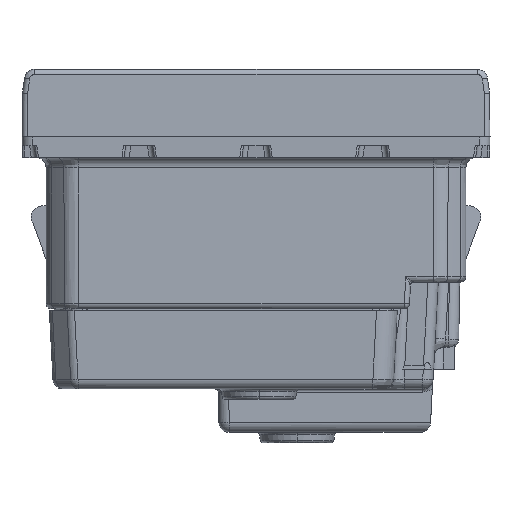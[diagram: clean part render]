
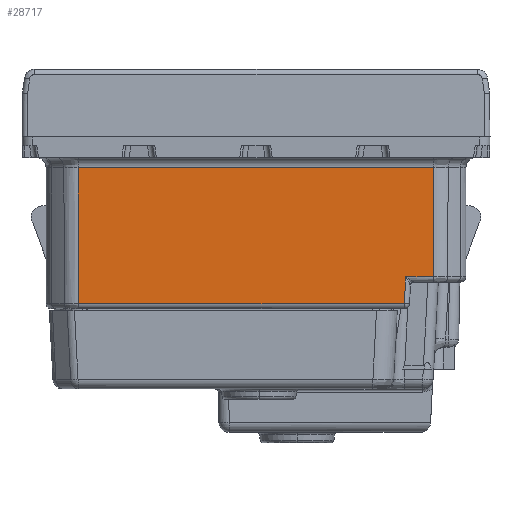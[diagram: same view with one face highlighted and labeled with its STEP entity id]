
A CAD part, left-side view. The second image highlights one B-rep face of the part: STEP entity #28717.
In plain terms, the highlighted planar face has unit normal (-1, 0, -0.009).
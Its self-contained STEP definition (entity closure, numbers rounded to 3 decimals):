
#28688=AXIS2_PLACEMENT_3D('Plane Axis2P3D',#28685,#28686,#28687) ;
#21620=CARTESIAN_POINT('Vertex',(-20.061,-17.084,-15.934)) ;
#21623=CARTESIAN_POINT('Line Origine',(-20.061,-0.662,-15.934)) ;
#21627=CARTESIAN_POINT('Vertex',(-20.061,-14.41,-15.934)) ;
#26744=CARTESIAN_POINT('Vertex',(-20.153,17.121,-5.441)) ;
#26747=CARTESIAN_POINT('Line Origine',(-20.153,0.,-5.441)) ;
#26751=CARTESIAN_POINT('Vertex',(-20.153,-17.121,-5.441)) ;
#28590=CARTESIAN_POINT('Line Origine',(-20.119,-14.76,-9.252)) ;
#28594=CARTESIAN_POINT('Vertex',(-20.039,-14.276,-18.504)) ;
#28685=CARTESIAN_POINT('Axis2P3D Location',(-20.2,0.,0.)) ;
#28691=CARTESIAN_POINT('Control Point',(-20.153,17.121,-5.441)) ;
#28692=CARTESIAN_POINT('Control Point',(-20.115,17.106,-9.796)) ;
#28693=CARTESIAN_POINT('Control Point',(-20.077,17.09,-14.15)) ;
#28694=CARTESIAN_POINT('Control Point',(-20.039,17.075,-18.504)) ;
#28695=CARTESIAN_POINT('Vertex',(-20.039,17.075,-18.504)) ;
#28698=CARTESIAN_POINT('Line Origine',(-20.039,0.,-18.504)) ;
#28704=CARTESIAN_POINT('Control Point',(-20.153,-17.121,-5.441)) ;
#28705=CARTESIAN_POINT('Control Point',(-20.122,-17.108,-8.939)) ;
#28706=CARTESIAN_POINT('Control Point',(-20.091,-17.096,-12.437)) ;
#28707=CARTESIAN_POINT('Control Point',(-20.061,-17.084,-15.934)) ;
#21624=DIRECTION('Vector Direction',(0.,1.,0.)) ;
#26748=DIRECTION('Vector Direction',(0.,-1.,0.)) ;
#28591=DIRECTION('Vector Direction',(0.009,0.052,-0.999)) ;
#28686=DIRECTION('Axis2P3D Direction',(-1.,-0.,-0.009)) ;
#28687=DIRECTION('Axis2P3D XDirection',(0.,-1.,0.)) ;
#28699=DIRECTION('Vector Direction',(0.,-1.,0.)) ;
#21625=VECTOR('Line Direction',#21624,1.) ;
#26749=VECTOR('Line Direction',#26748,1.) ;
#28592=VECTOR('Line Direction',#28591,1.) ;
#28700=VECTOR('Line Direction',#28699,1.) ;
#28710=ORIENTED_EDGE('',*,*,#28697,.F.) ;
#28711=ORIENTED_EDGE('',*,*,#28702,.F.) ;
#28712=ORIENTED_EDGE('',*,*,#28596,.T.) ;
#28713=ORIENTED_EDGE('',*,*,#21629,.F.) ;
#28714=ORIENTED_EDGE('',*,*,#28708,.T.) ;
#28715=ORIENTED_EDGE('',*,*,#26753,.T.) ;
#28717=ADVANCED_FACE('PartBody',(#28716),#28689,.T.) ;
#28690=B_SPLINE_CURVE_WITH_KNOTS('',3,(#28691,#28692,#28693,#28694),.UNSPECIFIED.,.F.,.U.,(4,4),(13.07,31.545),.UNSPECIFIED.) ;
#28703=B_SPLINE_CURVE_WITH_KNOTS('',3,(#28704,#28705,#28706,#28707),.UNSPECIFIED.,.F.,.U.,(4,4),(13.07,27.91),.UNSPECIFIED.) ;
#21629=EDGE_CURVE('',#21621,#21628,#21626,.T.) ;
#26753=EDGE_CURVE('',#26752,#26745,#26750,.F.) ;
#28596=EDGE_CURVE('',#28595,#21628,#28593,.F.) ;
#28697=EDGE_CURVE('',#28696,#26745,#28690,.F.) ;
#28702=EDGE_CURVE('',#28595,#28696,#28701,.F.) ;
#28708=EDGE_CURVE('',#21621,#26752,#28703,.F.) ;
#28709=EDGE_LOOP('',(#28710,#28711,#28712,#28713,#28714,#28715)) ;
#28716=FACE_OUTER_BOUND('',#28709,.T.) ;
#21626=LINE('Line',#21623,#21625) ;
#26750=LINE('Line',#26747,#26749) ;
#28593=LINE('Line',#28590,#28592) ;
#28701=LINE('Line',#28698,#28700) ;
#28689=PLANE('',#28688) ;
#21621=VERTEX_POINT('',#21620) ;
#21628=VERTEX_POINT('',#21627) ;
#26745=VERTEX_POINT('',#26744) ;
#26752=VERTEX_POINT('',#26751) ;
#28595=VERTEX_POINT('',#28594) ;
#28696=VERTEX_POINT('',#28695) ;
